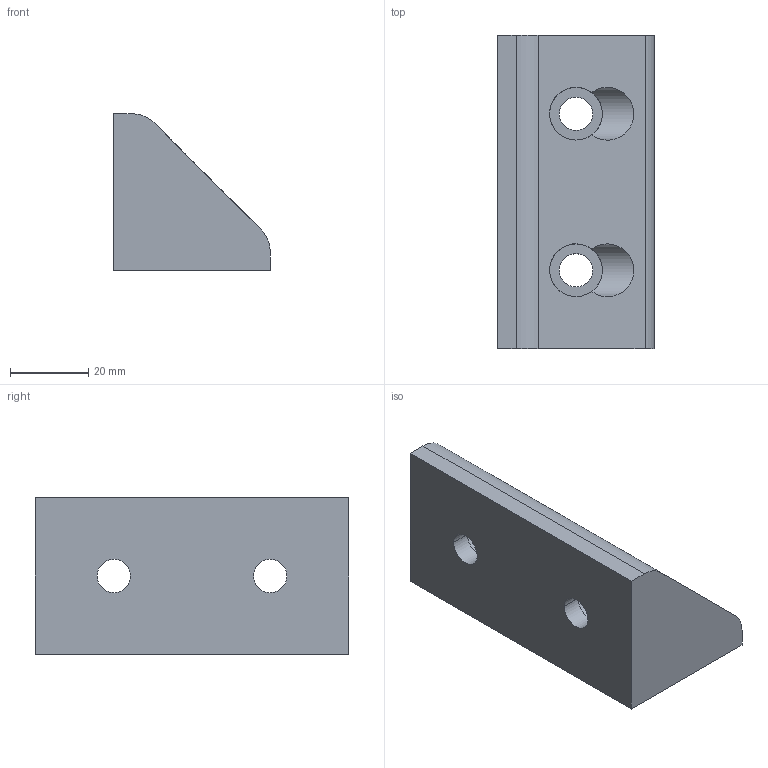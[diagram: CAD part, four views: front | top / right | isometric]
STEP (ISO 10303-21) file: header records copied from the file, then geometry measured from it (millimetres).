
FILE_DESCRIPTION(('STEP AP203'),'2;1');
FILE_NAME('30.004.00.stp','2011-02-14T10:52:58',(''),(''),'2009.3.110','THINKDESIGN','');
FILE_SCHEMA(('CONFIG_CONTROL_DESIGN'));
Length unit declared in the file: millimetre
Bounding box: 40 x 80 x 40 mm (x, y, z)
Volume: 75609 mm3; surface area: 16003.7 mm2
Topology: 1 solids, 1 shells, 41 faces, 91 edges, 54 vertices
Faces by surface type: cylinder 30, plane 11
Entity records: 1222 total; most frequent: CARTESIAN_POINT 252, ORIENTED_EDGE 182, DIRECTION 179, EDGE_CURVE 91, AXIS2_PLACEMENT_3D 69, VERTEX_POINT 54, EDGE_LOOP 51, VECTOR 41
